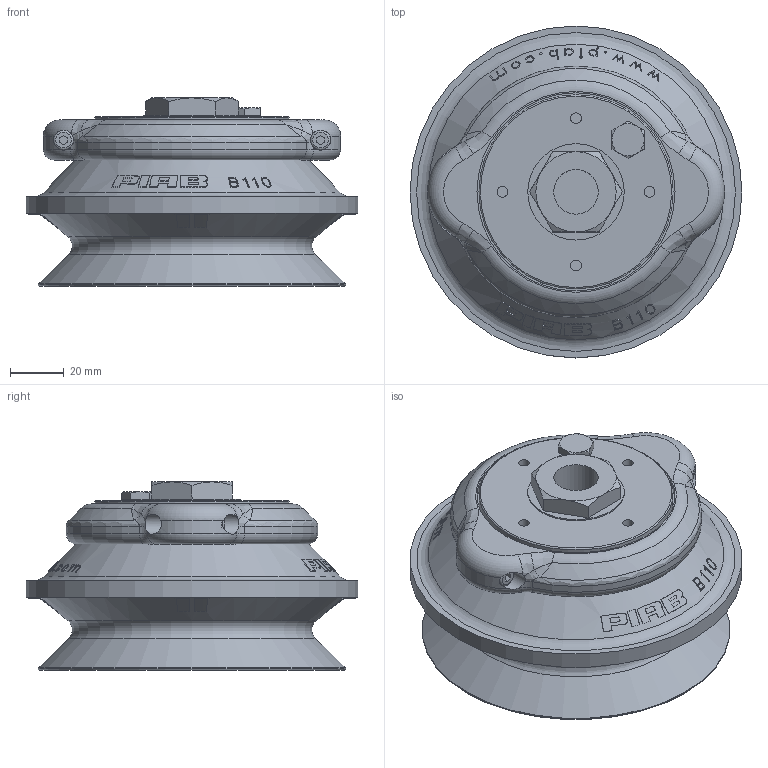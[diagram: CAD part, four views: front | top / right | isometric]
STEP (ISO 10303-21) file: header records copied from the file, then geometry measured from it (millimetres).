
FILE_DESCRIPTION(/* description */ ('Unknown'),/* implementation_level */ '2;1');
FILE_NAME(/* name */ 'S_A012_B096',/* time_stamp */ '2018-11-01T10:55:06+01:00',/* author */ ('Unknown'),/* organization */ ('Unknown'),/* preprocessor_version */ 'ST-DEVELOPER v16.7',/* originating_system */ 'DEX',/* authorisation */ $);
FILE_SCHEMA (('AUTOMOTIVE_DESIGN {1 0 10303 214 3 1 1}'));
Length unit declared in the file: millimetre
Products named in the file (5): S_A012_B096; A012_B110; B096_Fitting 110 G3-8 female
Assembly tree (4 placements, depth 3):
  S_A012_B096
    A012_B110
      A012_B110
    B096_Fitting 110 G3-8 female
      B096_Fitting 110 G3-8 female
Bounding box: 124 x 124 x 70.3 mm (x, y, z)
Volume: 517884.8 mm3; surface area: 70081.2 mm2
Topology: 2 solids, 2 shells, 606 faces, 1597 edges, 1051 vertices
Faces by surface type: plane 451, cylinder 62, cone 57, torus 20, bspline 16
Full cylindrical faces by diameter (mm): 4 x4, 4.1 x2, 7.5 x4, 11 x1, 16.66 x1, 28 x1, 30 x1, 36 x2, 41 x1, 42 x1, 68 x1, 70 x1, 72.5 x1, 74 x2, 80 x1, 115 x1, 124 x1
Entity records: 20238 total; most frequent: CARTESIAN_POINT 5571, ORIENTED_EDGE 3102, DIRECTION 2398, EDGE_CURVE 1551, VERTEX_POINT 1041, AXIS2_PLACEMENT_3D 940, EDGE_LOOP 700, FACE_BOUND 700
